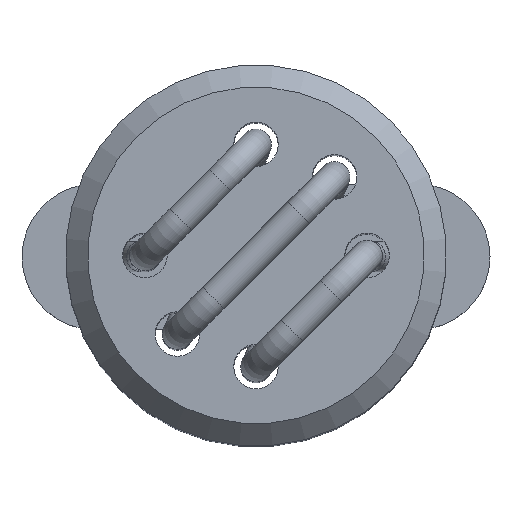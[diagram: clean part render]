
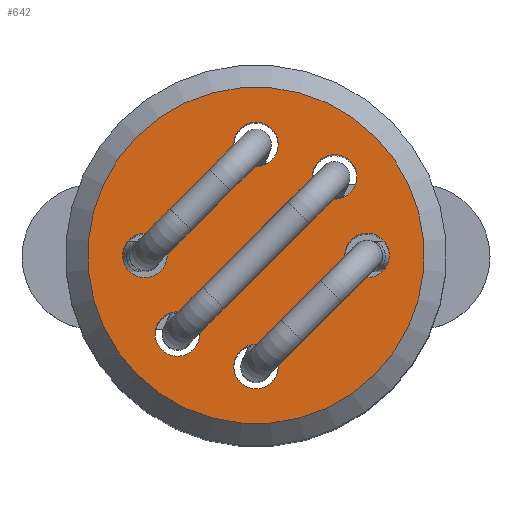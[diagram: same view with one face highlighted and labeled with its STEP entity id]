
A CAD part, top view. The second image highlights one B-rep face of the part: STEP entity #642.
In plain terms, the highlighted face is planar.
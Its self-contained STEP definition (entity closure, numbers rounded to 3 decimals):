
#180=ORIENTED_EDGE('',*,*,#256,.F.);
#181=ORIENTED_EDGE('',*,*,#257,.F.);
#182=ORIENTED_EDGE('',*,*,#258,.F.);
#183=ORIENTED_EDGE('',*,*,#259,.F.);
#184=ORIENTED_EDGE('',*,*,#260,.F.);
#185=ORIENTED_EDGE('',*,*,#261,.F.);
#186=ORIENTED_EDGE('',*,*,#254,.T.);
#254=EDGE_CURVE('',#312,#312,#366,.T.);
#256=EDGE_CURVE('',#314,#314,#368,.T.);
#257=EDGE_CURVE('',#315,#315,#369,.T.);
#258=EDGE_CURVE('',#316,#316,#370,.T.);
#259=EDGE_CURVE('',#317,#317,#371,.T.);
#260=EDGE_CURVE('',#318,#318,#372,.T.);
#261=EDGE_CURVE('',#319,#319,#373,.T.);
#312=VERTEX_POINT('',#1144);
#314=VERTEX_POINT('',#1150);
#315=VERTEX_POINT('',#1152);
#316=VERTEX_POINT('',#1154);
#317=VERTEX_POINT('',#1156);
#318=VERTEX_POINT('',#1158);
#319=VERTEX_POINT('',#1160);
#366=CIRCLE('',#765,2.65);
#368=CIRCLE('',#769,0.35);
#369=CIRCLE('',#770,0.35);
#370=CIRCLE('',#771,0.35);
#371=CIRCLE('',#772,0.35);
#372=CIRCLE('',#773,0.35);
#373=CIRCLE('',#774,0.35);
#460=EDGE_LOOP('',(#180));
#461=EDGE_LOOP('',(#181));
#462=EDGE_LOOP('',(#182));
#463=EDGE_LOOP('',(#183));
#464=EDGE_LOOP('',(#184));
#465=EDGE_LOOP('',(#185));
#466=EDGE_LOOP('',(#186));
#566=FACE_BOUND('',#460,.T.);
#567=FACE_BOUND('',#461,.T.);
#568=FACE_BOUND('',#462,.T.);
#569=FACE_BOUND('',#463,.T.);
#570=FACE_BOUND('',#464,.T.);
#571=FACE_BOUND('',#465,.T.);
#572=FACE_BOUND('',#466,.T.);
#598=PLANE('',#768);
#642=ADVANCED_FACE('',(#566,#567,#568,#569,#570,#571,#572),#598,.T.);
#765=AXIS2_PLACEMENT_3D('',#1143,#961,#962);
#768=AXIS2_PLACEMENT_3D('',#1148,#967,#968);
#769=AXIS2_PLACEMENT_3D('',#1149,#969,#970);
#770=AXIS2_PLACEMENT_3D('',#1151,#971,#972);
#771=AXIS2_PLACEMENT_3D('',#1153,#973,#974);
#772=AXIS2_PLACEMENT_3D('',#1155,#975,#976);
#773=AXIS2_PLACEMENT_3D('',#1157,#977,#978);
#774=AXIS2_PLACEMENT_3D('',#1159,#979,#980);
#961=DIRECTION('',(-1.,0.,0.));
#962=DIRECTION('',(0.,-1.,0.));
#967=DIRECTION('',(-1.,0.,0.));
#968=DIRECTION('',(0.,-1.,0.));
#969=DIRECTION('',(-1.,0.,0.));
#970=DIRECTION('',(0.,-1.,0.));
#971=DIRECTION('',(-1.,0.,0.));
#972=DIRECTION('',(0.,-1.,0.));
#973=DIRECTION('',(-1.,0.,0.));
#974=DIRECTION('',(0.,-1.,0.));
#975=DIRECTION('',(-1.,0.,0.));
#976=DIRECTION('',(0.,-1.,0.));
#977=DIRECTION('',(-1.,0.,0.));
#978=DIRECTION('',(0.,-1.,0.));
#979=DIRECTION('',(-1.,0.,0.));
#980=DIRECTION('',(0.,-1.,0.));
#1143=CARTESIAN_POINT('',(-5.,0.,0.));
#1144=CARTESIAN_POINT('',(-5.,-2.65,0.));
#1148=CARTESIAN_POINT('',(-5.,0.,0.));
#1149=CARTESIAN_POINT('',(-5.,-1.237,1.237));
#1150=CARTESIAN_POINT('',(-5.,-1.587,1.237));
#1151=CARTESIAN_POINT('',(-5.,-1.237,-1.237));
#1152=CARTESIAN_POINT('',(-5.,-1.587,-1.237));
#1153=CARTESIAN_POINT('',(-5.,0.,1.75));
#1154=CARTESIAN_POINT('',(-5.,-0.35,1.75));
#1155=CARTESIAN_POINT('',(-5.,0.,-1.75));
#1156=CARTESIAN_POINT('',(-5.,-0.35,-1.75));
#1157=CARTESIAN_POINT('',(-5.,1.237,1.237));
#1158=CARTESIAN_POINT('',(-5.,0.887,1.237));
#1159=CARTESIAN_POINT('',(-5.,1.237,-1.237));
#1160=CARTESIAN_POINT('',(-5.,0.887,-1.237));
